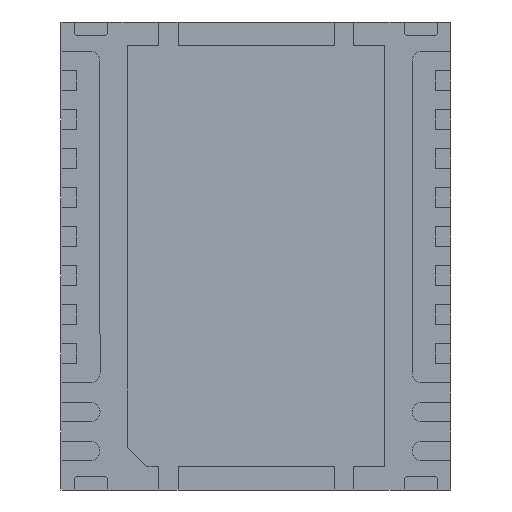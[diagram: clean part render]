
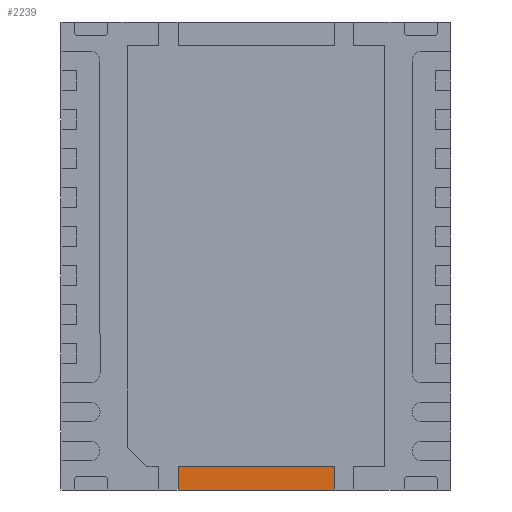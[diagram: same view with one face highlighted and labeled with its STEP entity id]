
A CAD part, front view. The second image highlights one B-rep face of the part: STEP entity #2239.
In plain terms, the highlighted planar face has unit normal (0, -1, 0).
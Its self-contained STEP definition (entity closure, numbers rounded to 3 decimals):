
#195 = DIRECTION ( 'NONE',  ( 0., 0., -1. ) ) ;
#299 = CARTESIAN_POINT ( 'NONE',  ( 1., 0., 0. ) ) ;
#309 = DIRECTION ( 'NONE',  ( -1., 0., 0. ) ) ;
#358 = LINE ( 'NONE', #3061, #1027 ) ;
#379 = CARTESIAN_POINT ( 'NONE',  ( -2.5, 0., -3. ) ) ;
#400 = VECTOR ( 'NONE', #3177, 1000. ) ;
#529 = ORIENTED_EDGE ( 'NONE', *, *, #1202, .F. ) ;
#826 = EDGE_CURVE ( 'NONE', #2148, #3316, #358, .T. ) ;
#901 = ORIENTED_EDGE ( 'NONE', *, *, #826, .T. ) ;
#1027 = VECTOR ( 'NONE', #195, 1000. ) ;
#1071 = CARTESIAN_POINT ( 'NONE',  ( 0., 0., 0. ) ) ;
#1075 = LINE ( 'NONE', #299, #400 ) ;
#1076 = EDGE_CURVE ( 'NONE', #1814, #1465, #1075, .T. ) ;
#1202 = EDGE_CURVE ( 'NONE', #1814, #3316, #3366, .T. ) ;
#1267 = ORIENTED_EDGE ( 'NONE', *, *, #2048, .T. ) ;
#1294 = FACE_OUTER_BOUND ( 'NONE', #2152, .T. ) ;
#1313 = AXIS2_PLACEMENT_3D ( 'NONE', #1071, #2907, #1341 ) ;
#1328 = CARTESIAN_POINT ( 'NONE',  ( 1., 0., -3. ) ) ;
#1341 = DIRECTION ( 'NONE',  ( 0., 0., -1. ) ) ;
#1441 = CARTESIAN_POINT ( 'NONE',  ( 1., 0., -2.7 ) ) ;
#1465 = VERTEX_POINT ( 'NONE', #1441 ) ;
#1496 = LINE ( 'NONE', #1843, #2814 ) ;
#1582 = PLANE ( 'NONE',  #1313 ) ;
#1607 = ORIENTED_EDGE ( 'NONE', *, *, #1076, .T. ) ;
#1814 = VERTEX_POINT ( 'NONE', #1328 ) ;
#1843 = CARTESIAN_POINT ( 'NONE',  ( 0., 0., -2.7 ) ) ;
#1952 = CARTESIAN_POINT ( 'NONE',  ( -1., 0., -3. ) ) ;
#2048 = EDGE_CURVE ( 'NONE', #1465, #2148, #1496, .T. ) ;
#2052 = CARTESIAN_POINT ( 'NONE',  ( -1., 0., -2.7 ) ) ;
#2053 = VECTOR ( 'NONE', #2192, 1000. ) ;
#2148 = VERTEX_POINT ( 'NONE', #2052 ) ;
#2152 = EDGE_LOOP ( 'NONE', ( #1267, #901, #529, #1607 ) ) ;
#2192 = DIRECTION ( 'NONE',  ( -1., 0., 0. ) ) ;
#2239 = ADVANCED_FACE ( 'NONE', ( #1294 ), #1582, .T. ) ;
#2814 = VECTOR ( 'NONE', #309, 1000. ) ;
#2907 = DIRECTION ( 'NONE',  ( 0., -1., 0. ) ) ;
#3061 = CARTESIAN_POINT ( 'NONE',  ( -1., 0., 0. ) ) ;
#3177 = DIRECTION ( 'NONE',  ( 0., 0., 1. ) ) ;
#3316 = VERTEX_POINT ( 'NONE', #1952 ) ;
#3366 = LINE ( 'NONE', #379, #2053 ) ;
